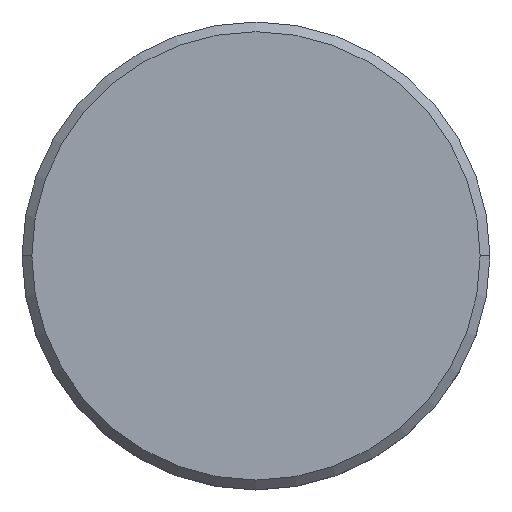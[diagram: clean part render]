
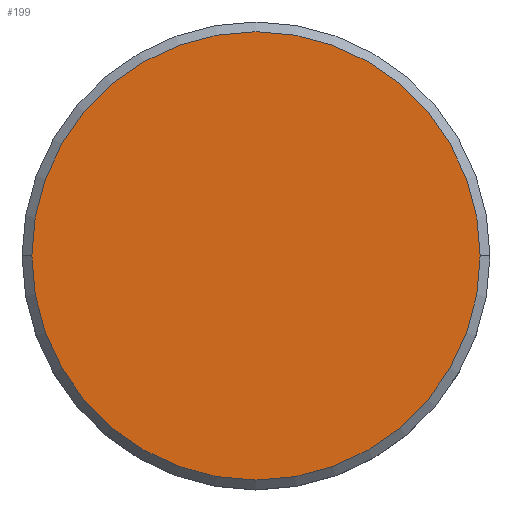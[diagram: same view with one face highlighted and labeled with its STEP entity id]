
A CAD part, top view. The second image highlights one B-rep face of the part: STEP entity #199.
In plain terms, the highlighted planar face has unit normal (0, 0, 1).
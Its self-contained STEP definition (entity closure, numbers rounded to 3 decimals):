
#17 = DIRECTION ( 'NONE',  ( 0., 0., 1. ) ) ;
#22 = ORIENTED_EDGE ( 'NONE', *, *, #78, .T. ) ;
#25 = CARTESIAN_POINT ( 'NONE',  ( 0., 0., 0. ) ) ;
#70 = DIRECTION ( 'NONE',  ( 1., 0., 0. ) ) ;
#78 = EDGE_CURVE ( 'NONE', #750, #1075, #838, .T. ) ;
#158 = CARTESIAN_POINT ( 'NONE',  ( 0., 0., 0. ) ) ;
#197 = EDGE_LOOP ( 'NONE', ( #1127, #22 ) ) ;
#199 = ADVANCED_FACE ( 'NONE', ( #275 ), #291, .T. ) ;
#275 = FACE_OUTER_BOUND ( 'NONE', #197, .T. ) ;
#291 = PLANE ( 'NONE',  #947 ) ;
#488 = AXIS2_PLACEMENT_3D ( 'NONE', #1035, #1121, #1045 ) ;
#626 = CARTESIAN_POINT ( 'NONE',  ( -11.5, 0., 0. ) ) ;
#687 = CARTESIAN_POINT ( 'NONE',  ( 11.5, 0., 0. ) ) ;
#750 = VERTEX_POINT ( 'NONE', #687 ) ;
#813 = DIRECTION ( 'NONE',  ( 0., 0., 1. ) ) ;
#838 = CIRCLE ( 'NONE', #965, 11.5 ) ;
#861 = CIRCLE ( 'NONE', #488, 11.5 ) ;
#947 = AXIS2_PLACEMENT_3D ( 'NONE', #25, #17, #1052 ) ;
#965 = AXIS2_PLACEMENT_3D ( 'NONE', #158, #813, #70 ) ;
#1035 = CARTESIAN_POINT ( 'NONE',  ( 0., 0., 0. ) ) ;
#1045 = DIRECTION ( 'NONE',  ( 1., 0., 0. ) ) ;
#1052 = DIRECTION ( 'NONE',  ( 1., 0., 0. ) ) ;
#1075 = VERTEX_POINT ( 'NONE', #626 ) ;
#1121 = DIRECTION ( 'NONE',  ( 0., 0., 1. ) ) ;
#1127 = ORIENTED_EDGE ( 'NONE', *, *, #1150, .T. ) ;
#1150 = EDGE_CURVE ( 'NONE', #1075, #750, #861, .T. ) ;
